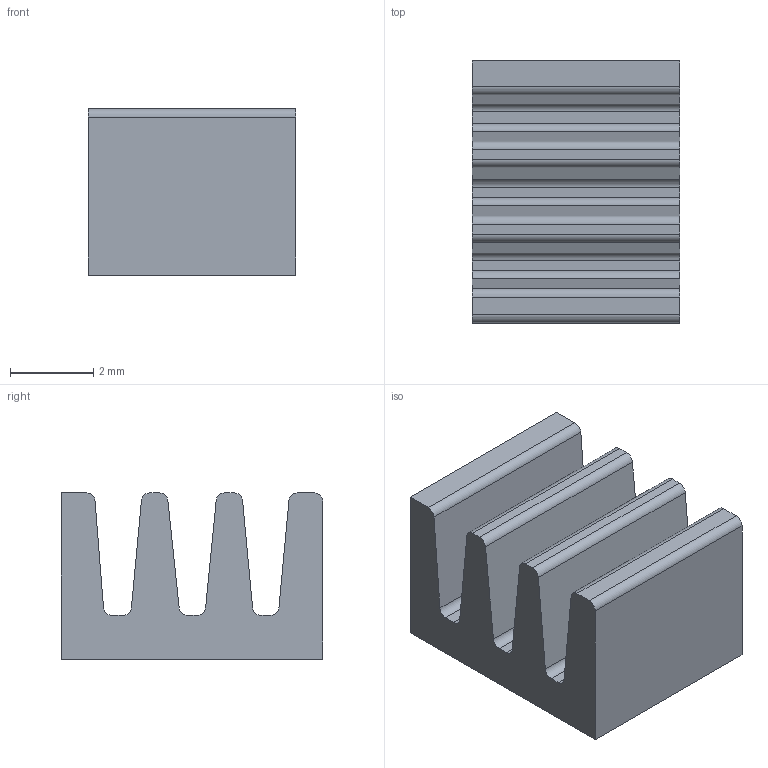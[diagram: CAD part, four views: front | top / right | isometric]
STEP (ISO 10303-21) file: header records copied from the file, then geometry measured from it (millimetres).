
FILE_DESCRIPTION(('FreeCAD Model'),'2;1');
FILE_NAME('ICKSMDA5SA.step', '2020-03-03T03:57:34',('Author'),(''), 'Open CASCADE STEP processor 7.3','FreeCAD','Unknown');
FILE_SCHEMA(('AUTOMOTIVE_DESIGN { 1 0 10303 214 1 1 1 1 }'));
Length unit declared in the file: millimetre
Products named in the file (1): ICKSMDA5SA
Bounding box: 5 x 6.3 x 4 mm (x, y, z)
Volume: 86.6 mm3; surface area: 213.6 mm2
Topology: 1 solids, 1 shells, 31 faces, 87 edges, 58 vertices
Faces by surface type: plane 18, cylinder 13
Entity records: 2195 total; most frequent: CARTESIAN_POINT 423, DIRECTION 339, LINE 209, VECTOR 209, ORIENTED_EDGE 174, PCURVE 174, DEFINITIONAL_REPRESENTATION 174, EDGE_CURVE 87
